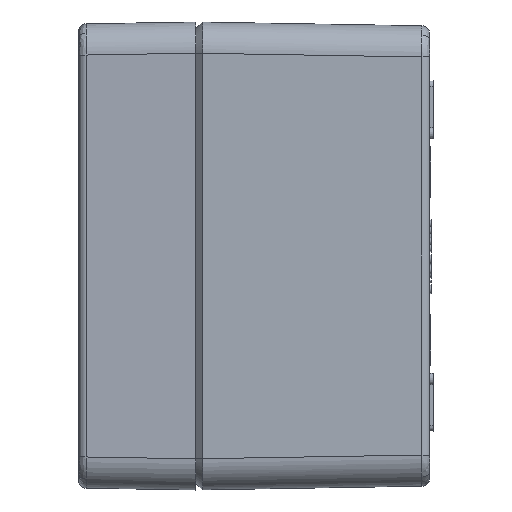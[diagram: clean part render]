
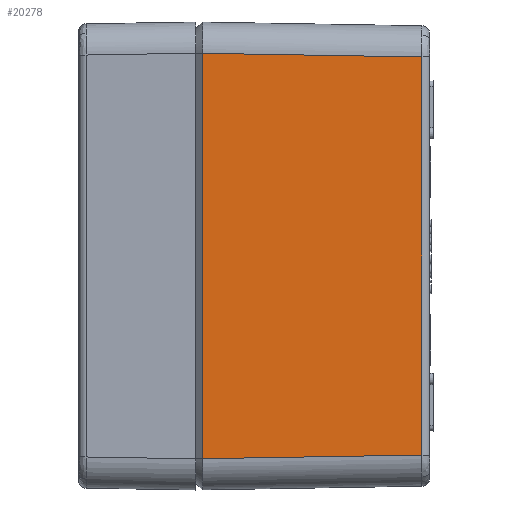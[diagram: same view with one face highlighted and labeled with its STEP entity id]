
A CAD part, left-side view. The second image highlights one B-rep face of the part: STEP entity #20278.
In plain terms, the highlighted planar face has unit normal (-1, -0.017, 0).
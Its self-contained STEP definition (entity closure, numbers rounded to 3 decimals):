
#2173=LINE('',#46415,#3830);
#2174=LINE('',#46425,#3831);
#2175=LINE('',#46427,#3832);
#2176=LINE('',#46428,#3833);
#3830=VECTOR('',#24825,1000.);
#3831=VECTOR('',#24828,1000.);
#3832=VECTOR('',#24829,1000.);
#3833=VECTOR('',#24830,1000.);
#4922=PLANE('',#21883);
#6138=FACE_OUTER_BOUND('',#7569,.T.);
#7569=EDGE_LOOP('',(#16403,#16404,#16405,#16406));
#9429=VERTEX_POINT('',#41220);
#10005=VERTEX_POINT('',#46401);
#10006=VERTEX_POINT('',#46424);
#10007=VERTEX_POINT('',#46426);
#12366=EDGE_CURVE('',#9429,#10005,#2173,.T.);
#12368=EDGE_CURVE('',#10005,#10006,#2174,.T.);
#12369=EDGE_CURVE('',#10006,#10007,#2175,.T.);
#12370=EDGE_CURVE('',#10007,#9429,#2176,.T.);
#16403=ORIENTED_EDGE('',*,*,#12366,.T.);
#16404=ORIENTED_EDGE('',*,*,#12368,.T.);
#16405=ORIENTED_EDGE('',*,*,#12369,.T.);
#16406=ORIENTED_EDGE('',*,*,#12370,.T.);
#20278=ADVANCED_FACE('',(#6138),#4922,.T.);
#21883=AXIS2_PLACEMENT_3D('',#46423,#24826,#24827);
#24825=DIRECTION('',(-0.017,1.,0.017));
#24826=DIRECTION('center_axis',(-1.,-0.017,
0.));
#24827=DIRECTION('ref_axis',(0.017,-1.,0.));
#24828=DIRECTION('',(0.,0.,-1.));
#24829=DIRECTION('',(0.017,-1.,0.017));
#24830=DIRECTION('',(0.,0.,1.));
#41220=CARTESIAN_POINT('',(-109.033,-58.033,51.034));
#46401=CARTESIAN_POINT('',(-109.97,-1.8,51.971));
#46415=CARTESIAN_POINT('',(-109.969,-1.866,51.97));
#46423=CARTESIAN_POINT('Origin',(-110.,0.,-60.));
#46424=CARTESIAN_POINT('',(-109.97,-1.8,-51.971));
#46425=CARTESIAN_POINT('',(-109.97,-1.8,-60.));
#46426=CARTESIAN_POINT('',(-109.033,-58.033,-51.034));
#46427=CARTESIAN_POINT('',(-110.002,0.133,-52.003));
#46428=CARTESIAN_POINT('',(-109.033,-58.033,51.001));
